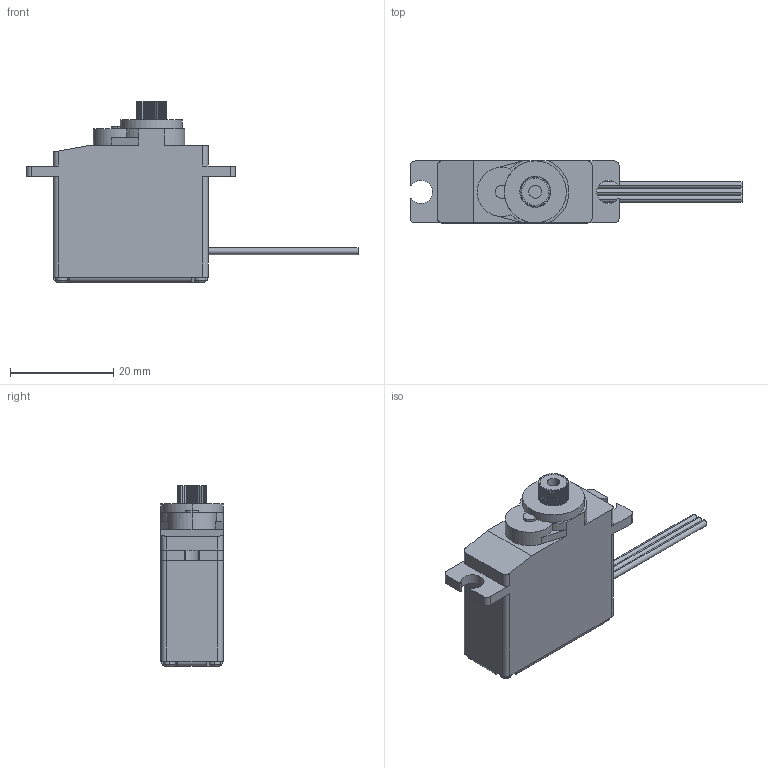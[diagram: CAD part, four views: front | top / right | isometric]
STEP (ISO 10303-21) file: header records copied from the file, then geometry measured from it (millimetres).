
FILE_DESCRIPTION (( 'STEP AP214' ), '1' );
FILE_NAME ('Mini servo motor.STEP', '2021-06-03T07:25:22', ( '' ), ( '' ), 'SwSTEP 2.0', 'SolidWorks 2016', '' );
FILE_SCHEMA (( 'AUTOMOTIVE_DESIGN' ));
Length unit declared in the file: millimetre
Products named in the file (1): Mini servo motor
Bounding box: 64.25 x 12 x 34.94 mm (x, y, z)
Volume: 10545.1 mm3; surface area: 3901.1 mm2
Topology: 1 solids, 1 shells, 383 faces, 1005 edges, 638 vertices
Faces by surface type: plane 246, cylinder 129, torus 8
Entity records: 14692 total; most frequent: DIRECTION 2117, CARTESIAN_POINT 2045, ORIENTED_EDGE 2010, EDGE_CURVE 1005, AXIS2_PLACEMENT_3D 734, LINE 649, VECTOR 649, VERTEX_POINT 638
